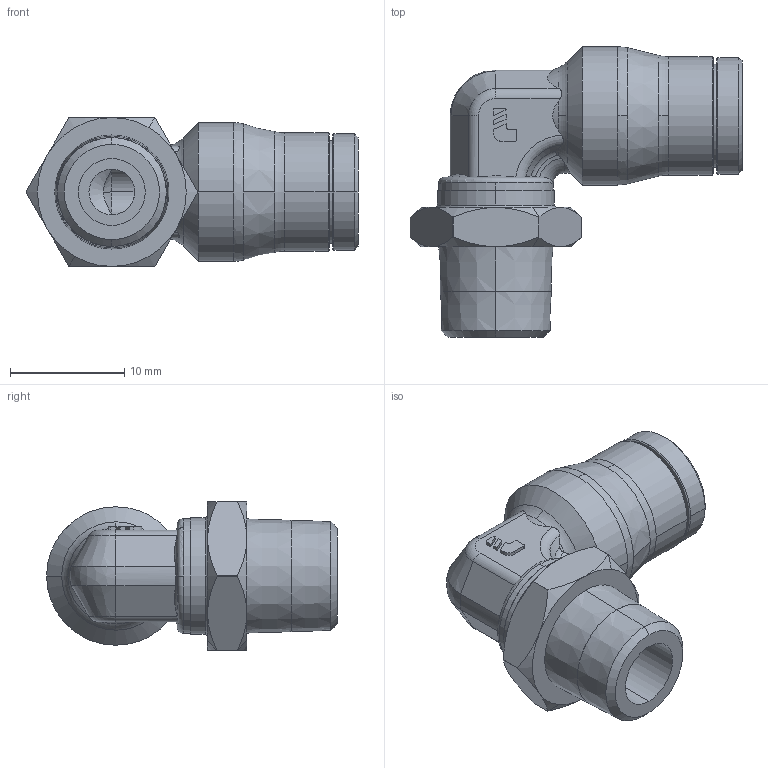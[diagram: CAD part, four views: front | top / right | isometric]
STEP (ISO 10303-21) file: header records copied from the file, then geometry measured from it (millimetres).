
FILE_DESCRIPTION(('STEP AP214'),'1');
FILE_NAME('3609_06_10.stp','2016-07-07T14:13:43',('TraceParts'),('TraceParts S.A.'),'Spatial InterOp 3D',' ',' ');
FILE_SCHEMA(('automotive_design'));
Length unit declared in the file: millimetre
Products named in the file (1): 1
Bounding box: 29 x 25.4 x 13 mm (x, y, z)
Volume: 2504.2 mm3; surface area: 2265.8 mm2
Topology: 1 solids, 1 shells, 151 faces, 377 edges, 239 vertices
Faces by surface type: cone 45, cylinder 43, plane 39, torus 23, sphere 1
Entity records: 4922 total; most frequent: CARTESIAN_POINT 1317, DIRECTION 787, ORIENTED_EDGE 752, EDGE_CURVE 376, AXIS2_PLACEMENT_3D 335, VERTEX_POINT 239, CIRCLE 181, EDGE_LOOP 165
